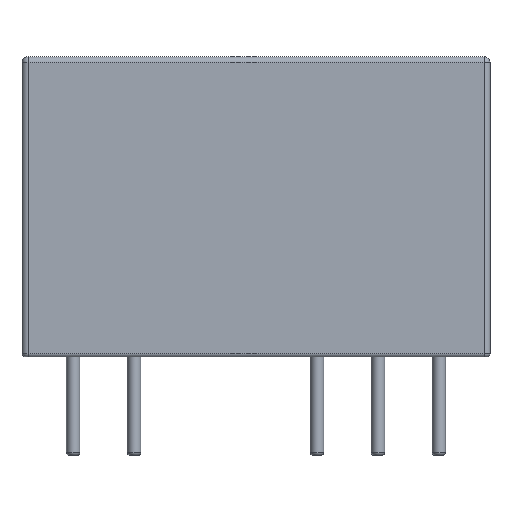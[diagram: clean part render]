
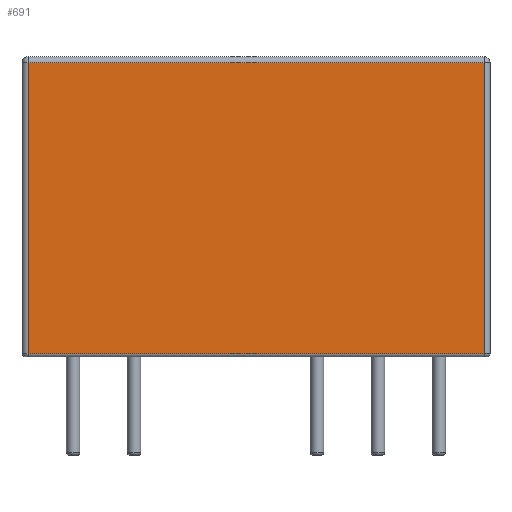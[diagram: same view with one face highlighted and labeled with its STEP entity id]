
A CAD part, front view. The second image highlights one B-rep face of the part: STEP entity #691.
In plain terms, the highlighted planar face has unit normal (0, -1, 0).
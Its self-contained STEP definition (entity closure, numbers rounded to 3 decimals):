
#339 = VERTEX_POINT('',#340);
#340 = CARTESIAN_POINT('',(-1.88,-7.13,0.225));
#367 = VERTEX_POINT('',#368);
#368 = CARTESIAN_POINT('',(17.12,-7.13,0.225));
#391 = EDGE_CURVE('',#367,#339,#392,.T.);
#392 = LINE('',#393,#394);
#393 = CARTESIAN_POINT('',(17.12,-7.13,0.225));
#394 = VECTOR('',#395,1.);
#395 = DIRECTION('',(-1.,0.,0.));
#645 = EDGE_CURVE('',#339,#646,#648,.T.);
#646 = VERTEX_POINT('',#647);
#647 = CARTESIAN_POINT('',(-1.88,-7.13,12.35));
#648 = LINE('',#649,#650);
#649 = CARTESIAN_POINT('',(-1.88,-7.13,0.1));
#650 = VECTOR('',#651,1.);
#651 = DIRECTION('',(0.,0.,1.));
#670 = EDGE_CURVE('',#367,#671,#673,.T.);
#671 = VERTEX_POINT('',#672);
#672 = CARTESIAN_POINT('',(17.12,-7.13,12.35));
#673 = LINE('',#674,#675);
#674 = CARTESIAN_POINT('',(17.12,-7.13,0.1));
#675 = VECTOR('',#676,1.);
#676 = DIRECTION('',(0.,0.,1.));
#691 = ADVANCED_FACE('',(#692),#703,.T.);
#692 = FACE_BOUND('',#693,.T.);
#693 = EDGE_LOOP('',(#694,#695,#701,#702));
#694 = ORIENTED_EDGE('',*,*,#670,.T.);
#695 = ORIENTED_EDGE('',*,*,#696,.T.);
#696 = EDGE_CURVE('',#671,#646,#697,.T.);
#697 = LINE('',#698,#699);
#698 = CARTESIAN_POINT('',(17.12,-7.13,12.35));
#699 = VECTOR('',#700,1.);
#700 = DIRECTION('',(-1.,0.,0.));
#701 = ORIENTED_EDGE('',*,*,#645,.F.);
#702 = ORIENTED_EDGE('',*,*,#391,.F.);
#703 = PLANE('',#704);
#704 = AXIS2_PLACEMENT_3D('',#705,#706,#707);
#705 = CARTESIAN_POINT('',(17.37,-7.13,0.1));
#706 = DIRECTION('',(0.,-1.,0.));
#707 = DIRECTION('',(-1.,0.,0.));
